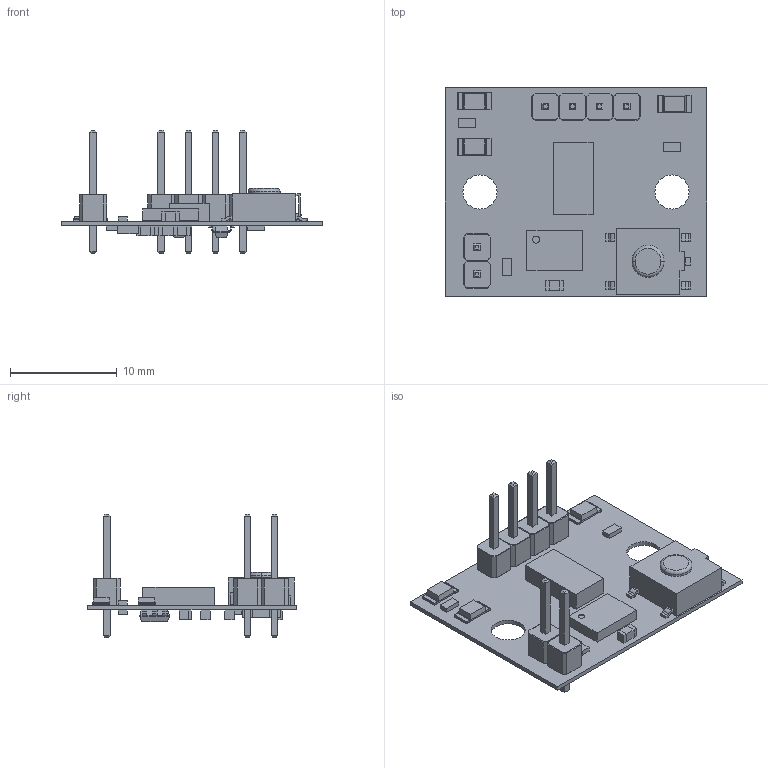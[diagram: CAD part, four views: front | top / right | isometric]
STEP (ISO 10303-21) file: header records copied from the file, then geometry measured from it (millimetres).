
FILE_DESCRIPTION(('Open CASCADE Model'),'2;1');
FILE_NAME('Open CASCADE Shape Model','2025-07-26T13:29:25',('Author'),( 'Open CASCADE'),'Open CASCADE STEP processor 7.5','Open CASCADE 7.5' ,'Unknown');
FILE_SCHEMA(('AUTOMOTIVE_DESIGN { 1 0 10303 214 1 1 1 1 }'));
Length unit declared in the file: millimetre
Products named in the file (55): PCB; Board; Open CASCADE STEP translator 7.5 2.1.1; X1; PLS-2; PLS-1; ﲭ; ïðÿìîé_øòûðü; R1; 6045609536; Extruded; HL1; cdled3216x08g; U3; 6045612336; C4; 6045611056; 6045610816; U2; User Library-SOT-23-6; Z1; 6045612976; 6045612816; SB1; c-1-1437565-6-d1-3d; R3; 6045611296; R5; R4; HL2; HL3; C5; U4; 6045742944; Open CASCADE STEP translator 7.5 2.1; Body; Open CASCADE STEP translator 7.5 2.2.1; pinShape; U1; R2 ...
Assembly tree (109 placements, depth 5):
  PCB
    Board
      Open CASCADE STEP translator 7.5 2.1.1
    X1
      PLS-2
        PLS-1  x2
          ﲭ
          ïðÿìîé_øòûðü
    R1
      6045609536
        Extruded
    HL1
      cdled3216x08g
    U3
      6045612336
        Extruded
    C4
      6045611056  x2
        Extruded
      6045610816
        Extruded
    U2
      User Library-SOT-23-6
    Z1
      6045612976
        Extruded
      6045612816  x2
        Extruded
    SB1
      c-1-1437565-6-d1-3d
    R3
      6045611296
        Extruded
    R5
      6045611296
        Extruded
    R4
      6045611296
        Extruded
    HL2
      cdled3216x08g
    HL3
      cdled3216x08g
    C5
      6045611056  x2
        Extruded
      6045610816
        Extruded
    U4
      6045742944
        Open CASCADE STEP translator 7.5 2.1
        Body
          Open CASCADE STEP translator 7.5 2.2.1
        pinShape  x28
    U1
      User Library-SOT-23-6
    R2
      6045611296
        Extruded
    J1
Bounding box: 24.5 x 19.5 x 11.54 mm (x, y, z)
Volume: 521 mm3; surface area: 2052.9 mm2
Topology: 83 solids, 84 shells, 1148 faces, 2716 edges, 1741 vertices
Faces by surface type: plane 985, cylinder 161, torus 2
Full cylindrical faces by diameter (mm): 0.65 x1, 1.1 x6, 3.2 x2
Entity records: 14091 total; most frequent: CARTESIAN_POINT 2208, DIRECTION 2147, ORIENTED_EDGE 1991, EDGE_CURVE 996, LINE 825, VECTOR 825, AXIS2_PLACEMENT_3D 661, VERTEX_POINT 641
